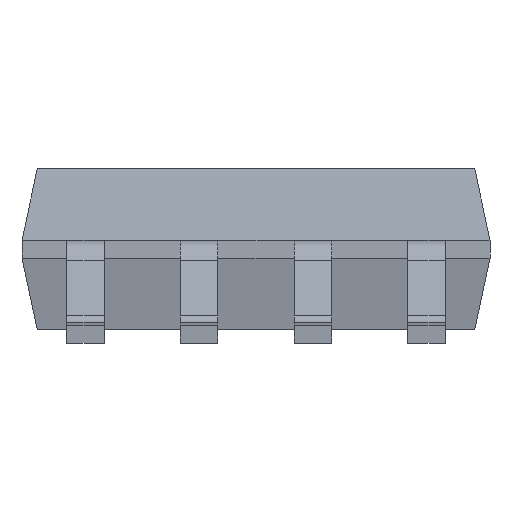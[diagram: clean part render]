
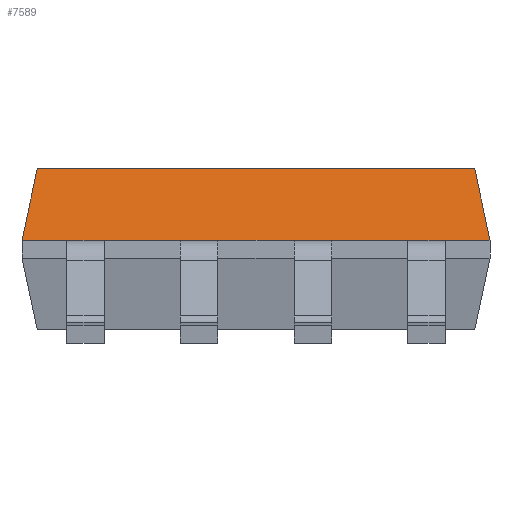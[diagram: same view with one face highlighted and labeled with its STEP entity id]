
A CAD part, front view. The second image highlights one B-rep face of the part: STEP entity #7589.
In plain terms, the highlighted planar face has unit normal (0, -0.978, 0.208).
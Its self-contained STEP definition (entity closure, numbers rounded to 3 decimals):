
#154 = CARTESIAN_POINT ( 'NONE',  ( 2.615, -2.64, 1.15 ) ) ;
#356 = VERTEX_POINT ( 'NONE', #4541 ) ;
#652 = CARTESIAN_POINT ( 'NONE',  ( 2.445, -2.47, 1.95 ) ) ;
#863 = LINE ( 'NONE', #15975, #2502 ) ;
#937 = VERTEX_POINT ( 'NONE', #10641 ) ;
#953 = DIRECTION ( 'NONE',  ( -1., 0., 0. ) ) ;
#1099 = VECTOR ( 'NONE', #5242, 1000. ) ;
#1114 = VECTOR ( 'NONE', #10614, 1000. ) ;
#1249 = VERTEX_POINT ( 'NONE', #9185 ) ;
#1251 = EDGE_CURVE ( 'NONE', #15517, #12344, #14241, .T. ) ;
#1296 = EDGE_LOOP ( 'NONE', ( #13423, #1441, #5382, #12646, #15474, #14769, #5002, #5601, #5847, #7135, #15740, #4593 ) ) ;
#1441 = ORIENTED_EDGE ( 'NONE', *, *, #2262, .F. ) ;
#1727 = EDGE_CURVE ( 'NONE', #5552, #12344, #5496, .T. ) ;
#1960 = VERTEX_POINT ( 'NONE', #9034 ) ;
#2009 = CARTESIAN_POINT ( 'NONE',  ( -0.845, -2.64, 1.15 ) ) ;
#2114 = EDGE_CURVE ( 'NONE', #937, #4624, #14766, .T. ) ;
#2262 = EDGE_CURVE ( 'NONE', #937, #6857, #4041, .T. ) ;
#2337 = LINE ( 'NONE', #8694, #16290 ) ;
#2448 = CARTESIAN_POINT ( 'NONE',  ( -2.615, -2.64, 1.15 ) ) ;
#2502 = VECTOR ( 'NONE', #953, 1000. ) ;
#2556 = CARTESIAN_POINT ( 'NONE',  ( 2.615, -2.64, 1.15 ) ) ;
#2574 = DIRECTION ( 'NONE',  ( 1., 0., 0. ) ) ;
#2609 = LINE ( 'NONE', #11323, #14986 ) ;
#2779 = DIRECTION ( 'NONE',  ( 1., 0., 0. ) ) ;
#3282 = LINE ( 'NONE', #10508, #8275 ) ;
#3737 = FACE_OUTER_BOUND ( 'NONE', #1296, .T. ) ;
#3755 = VERTEX_POINT ( 'NONE', #9650 ) ;
#4041 = LINE ( 'NONE', #154, #13548 ) ;
#4085 = EDGE_CURVE ( 'NONE', #5552, #356, #3282, .T. ) ;
#4541 = CARTESIAN_POINT ( 'NONE',  ( -0.425, -2.64, 1.15 ) ) ;
#4593 = ORIENTED_EDGE ( 'NONE', *, *, #15977, .F. ) ;
#4624 = VERTEX_POINT ( 'NONE', #15346 ) ;
#5002 = ORIENTED_EDGE ( 'NONE', *, *, #1727, .T. ) ;
#5121 = DIRECTION ( 'NONE',  ( 0.204, 0.204, 0.958 ) ) ;
#5212 = DIRECTION ( 'NONE',  ( -1., 0., 0. ) ) ;
#5242 = DIRECTION ( 'NONE',  ( 1., 0., 0. ) ) ;
#5382 = ORIENTED_EDGE ( 'NONE', *, *, #2114, .T. ) ;
#5496 = LINE ( 'NONE', #12946, #1099 ) ;
#5552 = VERTEX_POINT ( 'NONE', #9208 ) ;
#5601 = ORIENTED_EDGE ( 'NONE', *, *, #1251, .F. ) ;
#5847 = ORIENTED_EDGE ( 'NONE', *, *, #6299, .T. ) ;
#6299 = EDGE_CURVE ( 'NONE', #15517, #1249, #7269, .T. ) ;
#6462 = VERTEX_POINT ( 'NONE', #652 ) ;
#6596 = CARTESIAN_POINT ( 'NONE',  ( 2.615, -2.64, 1.15 ) ) ;
#6857 = VERTEX_POINT ( 'NONE', #2448 ) ;
#7040 = VERTEX_POINT ( 'NONE', #2009 ) ;
#7135 = ORIENTED_EDGE ( 'NONE', *, *, #13108, .F. ) ;
#7143 = VECTOR ( 'NONE', #8422, 1000. ) ;
#7269 = LINE ( 'NONE', #8504, #7143 ) ;
#7422 = DIRECTION ( 'NONE',  ( -1., 0., 0. ) ) ;
#7576 = VECTOR ( 'NONE', #2574, 1000. ) ;
#7589 = ADVANCED_FACE ( 'NONE', ( #3737 ), #13865, .F. ) ;
#8275 = VECTOR ( 'NONE', #8332, 1000. ) ;
#8332 = DIRECTION ( 'NONE',  ( -1., 0., 0. ) ) ;
#8422 = DIRECTION ( 'NONE',  ( 1., 0., 0. ) ) ;
#8504 = CARTESIAN_POINT ( 'NONE',  ( 2.615, -2.64, 1.15 ) ) ;
#8694 = CARTESIAN_POINT ( 'NONE',  ( 2.615, -2.64, 1.15 ) ) ;
#8813 = EDGE_CURVE ( 'NONE', #6857, #1960, #12677, .T. ) ;
#8862 = CARTESIAN_POINT ( 'NONE',  ( 2.615, -2.64, 1.15 ) ) ;
#9034 = CARTESIAN_POINT ( 'NONE',  ( -2.445, -2.47, 1.95 ) ) ;
#9185 = CARTESIAN_POINT ( 'NONE',  ( 2.115, -2.64, 1.15 ) ) ;
#9208 = CARTESIAN_POINT ( 'NONE',  ( 0.425, -2.64, 1.15 ) ) ;
#9242 = CARTESIAN_POINT ( 'NONE',  ( 0.845, -2.64, 1.15 ) ) ;
#9319 = AXIS2_PLACEMENT_3D ( 'NONE', #15287, #11704, #12871 ) ;
#9650 = CARTESIAN_POINT ( 'NONE',  ( 2.615, -2.64, 1.15 ) ) ;
#10183 = LINE ( 'NONE', #8862, #7576 ) ;
#10508 = CARTESIAN_POINT ( 'NONE',  ( 2.615, -2.64, 1.15 ) ) ;
#10614 = DIRECTION ( 'NONE',  ( 1., 0., 0. ) ) ;
#10641 = CARTESIAN_POINT ( 'NONE',  ( -2.115, -2.64, 1.15 ) ) ;
#10679 = EDGE_CURVE ( 'NONE', #6462, #3755, #2337, .T. ) ;
#11279 = VECTOR ( 'NONE', #7422, 1000. ) ;
#11323 = CARTESIAN_POINT ( 'NONE',  ( 2.615, -2.47, 1.95 ) ) ;
#11583 = EDGE_CURVE ( 'NONE', #7040, #4624, #863, .T. ) ;
#11704 = DIRECTION ( 'NONE',  ( 0., 0.978, -0.208 ) ) ;
#12177 = CARTESIAN_POINT ( 'NONE',  ( 2.615, -2.64, 1.15 ) ) ;
#12344 = VERTEX_POINT ( 'NONE', #9242 ) ;
#12646 = ORIENTED_EDGE ( 'NONE', *, *, #11583, .F. ) ;
#12677 = LINE ( 'NONE', #14081, #16019 ) ;
#12871 = DIRECTION ( 'NONE',  ( 0., 0.208, 0.978 ) ) ;
#12946 = CARTESIAN_POINT ( 'NONE',  ( 2.615, -2.64, 1.15 ) ) ;
#13108 = EDGE_CURVE ( 'NONE', #3755, #1249, #13743, .T. ) ;
#13160 = DIRECTION ( 'NONE',  ( -1., 0., 0. ) ) ;
#13262 = VECTOR ( 'NONE', #13160, 1000. ) ;
#13423 = ORIENTED_EDGE ( 'NONE', *, *, #8813, .F. ) ;
#13548 = VECTOR ( 'NONE', #5212, 1000. ) ;
#13603 = DIRECTION ( 'NONE',  ( 0.204, -0.204, -0.958 ) ) ;
#13743 = LINE ( 'NONE', #2556, #11279 ) ;
#13865 = PLANE ( 'NONE',  #9319 ) ;
#14006 = EDGE_CURVE ( 'NONE', #7040, #356, #10183, .T. ) ;
#14081 = CARTESIAN_POINT ( 'NONE',  ( -2.233, -2.258, 2.946 ) ) ;
#14241 = LINE ( 'NONE', #6596, #13262 ) ;
#14766 = LINE ( 'NONE', #12177, #1114 ) ;
#14769 = ORIENTED_EDGE ( 'NONE', *, *, #4085, .F. ) ;
#14986 = VECTOR ( 'NONE', #2779, 1000. ) ;
#15287 = CARTESIAN_POINT ( 'NONE',  ( 2.615, -2.64, 1.15 ) ) ;
#15346 = CARTESIAN_POINT ( 'NONE',  ( -1.695, -2.64, 1.15 ) ) ;
#15474 = ORIENTED_EDGE ( 'NONE', *, *, #14006, .T. ) ;
#15517 = VERTEX_POINT ( 'NONE', #16432 ) ;
#15740 = ORIENTED_EDGE ( 'NONE', *, *, #10679, .F. ) ;
#15975 = CARTESIAN_POINT ( 'NONE',  ( 2.615, -2.64, 1.15 ) ) ;
#15977 = EDGE_CURVE ( 'NONE', #1960, #6462, #2609, .T. ) ;
#16019 = VECTOR ( 'NONE', #5121, 1000. ) ;
#16290 = VECTOR ( 'NONE', #13603, 1000. ) ;
#16432 = CARTESIAN_POINT ( 'NONE',  ( 1.695, -2.64, 1.15 ) ) ;
